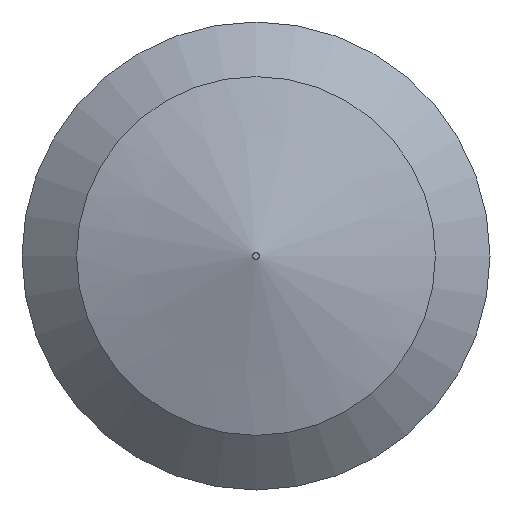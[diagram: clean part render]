
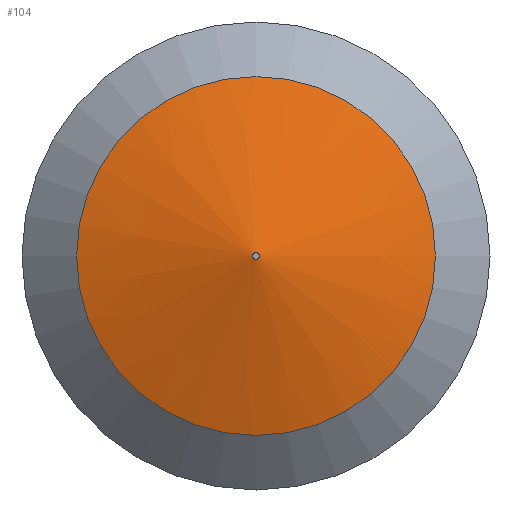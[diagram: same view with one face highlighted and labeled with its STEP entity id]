
A CAD part, front view. The second image highlights one B-rep face of the part: STEP entity #104.
In plain terms, the highlighted conical face has half-angle 73.553 degrees and reference radius 70.25 mm.
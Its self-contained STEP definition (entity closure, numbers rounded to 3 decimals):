
#15=LINE('',#194,#19);
#19=VECTOR('',#159,70.25);
#23=CONICAL_SURFACE('',#132,70.25,1.284);
#28=FACE_OUTER_BOUND('',#34,.T.);
#34=EDGE_LOOP('',(#75,#76,#77,#78,#79,#80));
#39=CIRCLE('',#130,2.5);
#40=CIRCLE('',#131,2.5);
#41=CIRCLE('',#133,138.);
#42=CIRCLE('',#134,138.);
#49=VERTEX_POINT('',#185);
#50=VERTEX_POINT('',#186);
#51=VERTEX_POINT('',#190);
#52=VERTEX_POINT('',#191);
#59=EDGE_CURVE('',#49,#50,#39,.T.);
#60=EDGE_CURVE('',#50,#49,#40,.T.);
#61=EDGE_CURVE('',#51,#52,#41,.T.);
#62=EDGE_CURVE('',#52,#51,#42,.T.);
#63=EDGE_CURVE('',#52,#50,#15,.T.);
#75=ORIENTED_EDGE('',*,*,#61,.F.);
#76=ORIENTED_EDGE('',*,*,#62,.F.);
#77=ORIENTED_EDGE('',*,*,#63,.T.);
#78=ORIENTED_EDGE('',*,*,#60,.T.);
#79=ORIENTED_EDGE('',*,*,#59,.T.);
#80=ORIENTED_EDGE('',*,*,#63,.F.);
#104=ADVANCED_FACE('',(#28),#23,.T.);
#130=AXIS2_PLACEMENT_3D('',#187,#149,#150);
#131=AXIS2_PLACEMENT_3D('',#188,#151,#152);
#132=AXIS2_PLACEMENT_3D('',#189,#153,#154);
#133=AXIS2_PLACEMENT_3D('',#192,#155,#156);
#134=AXIS2_PLACEMENT_3D('',#193,#157,#158);
#149=DIRECTION('center_axis',(0.,1.,0.));
#150=DIRECTION('ref_axis',(1.,0.,0.));
#151=DIRECTION('center_axis',(0.,1.,0.));
#152=DIRECTION('ref_axis',(1.,0.,0.));
#153=DIRECTION('center_axis',(0.,1.,0.));
#154=DIRECTION('ref_axis',(-1.,0.,0.));
#155=DIRECTION('center_axis',(0.,1.,0.));
#156=DIRECTION('ref_axis',(1.,0.,0.));
#157=DIRECTION('center_axis',(0.,1.,0.));
#158=DIRECTION('ref_axis',(1.,0.,0.));
#159=DIRECTION('',(-0.959,-0.283,0.));
#185=CARTESIAN_POINT('',(-2.5,0.,0.));
#186=CARTESIAN_POINT('',(2.5,0.,0.));
#187=CARTESIAN_POINT('Origin',(0.,0.,0.));
#188=CARTESIAN_POINT('Origin',(0.,0.,0.));
#189=CARTESIAN_POINT('Origin',(0.,20.,0.));
#190=CARTESIAN_POINT('',(-138.,40.,0.));
#191=CARTESIAN_POINT('',(138.,40.,0.));
#192=CARTESIAN_POINT('Origin',(0.,40.,0.));
#193=CARTESIAN_POINT('Origin',(0.,40.,0.));
#194=CARTESIAN_POINT('',(70.25,20.,0.));
